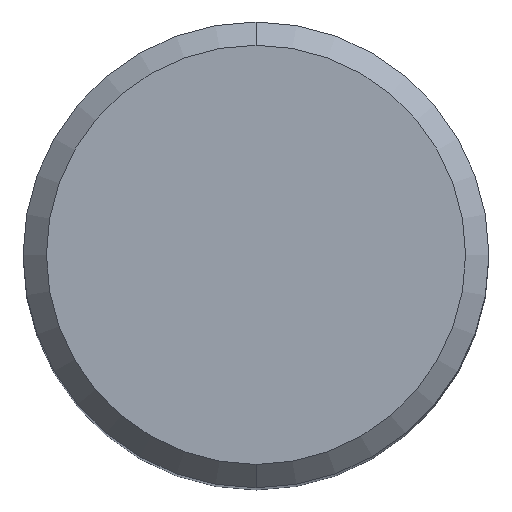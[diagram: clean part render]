
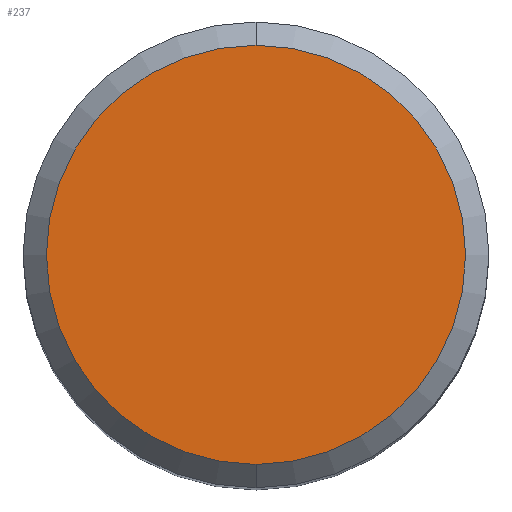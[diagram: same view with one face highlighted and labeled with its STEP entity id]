
A CAD part, top view. The second image highlights one B-rep face of the part: STEP entity #237.
In plain terms, the highlighted planar face has unit normal (0, 0, 1).
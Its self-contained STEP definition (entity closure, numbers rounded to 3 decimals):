
#205=EDGE_CURVE('',#335,#397,#512,.T.);
#237=ADVANCED_FACE('',(#547),#548,.T.);
#335=VERTEX_POINT('',#654);
#377=EDGE_CURVE('',#397,#335,#697,.T.);
#397=VERTEX_POINT('',#718);
#512=CIRCLE('',#858,7.2);
#547=FACE_OUTER_BOUND('',#932,.T.);
#548=PLANE('',#933);
#654=CARTESIAN_POINT('',(0.,-7.2,0.0));
#697=CIRCLE('',#1283,7.2);
#718=CARTESIAN_POINT('',(0.0,7.2,0.0));
#858=AXIS2_PLACEMENT_3D('',#1555,#1556,#1557);
#932=EDGE_LOOP('',(#1600,#1601));
#933=AXIS2_PLACEMENT_3D('',#1602,#1603,#1604);
#1283=AXIS2_PLACEMENT_3D('',#1741,#1742,#1743);
#1555=CARTESIAN_POINT('',(0.0,0.0,0.0));
#1556=DIRECTION('',(0.0,0.0,-1.0));
#1557=DIRECTION('',(0.0,1.0,0.0));
#1600=ORIENTED_EDGE('',*,*,#377,.F.);
#1601=ORIENTED_EDGE('',*,*,#205,.F.);
#1602=CARTESIAN_POINT('',(0.0,3.6,0.0));
#1603=DIRECTION('',(-0.0,0.0,1.0));
#1604=DIRECTION('',(0.0,-1.0,0.0));
#1741=CARTESIAN_POINT('',(0.0,0.0,0.0));
#1742=DIRECTION('',(0.0,0.0,-1.0));
#1743=DIRECTION('',(0.0,1.0,0.0));
